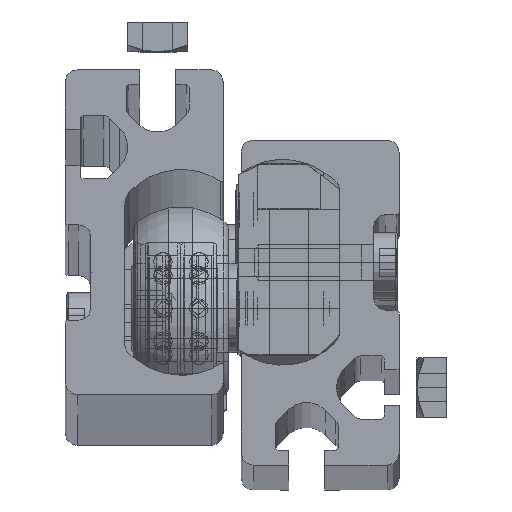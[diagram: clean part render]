
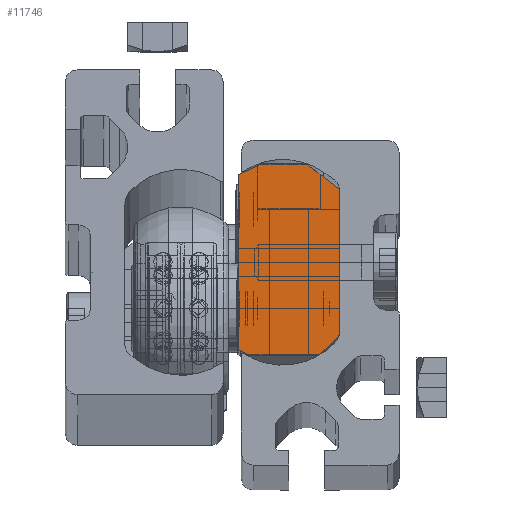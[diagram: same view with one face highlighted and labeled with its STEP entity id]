
A CAD part, top view. The second image highlights one B-rep face of the part: STEP entity #11746.
In plain terms, the highlighted face is planar.
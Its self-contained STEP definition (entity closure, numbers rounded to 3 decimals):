
#71 = PLANE ( 'NONE',  #10328 ) ;
#421 = EDGE_CURVE ( 'NONE', #1218, #6530, #18303, .T. ) ;
#649 = DIRECTION ( 'NONE',  ( 0., -0.423, -0.906 ) ) ;
#1218 = VERTEX_POINT ( 'NONE', #18252 ) ;
#1942 = DIRECTION ( 'NONE',  ( 0., -0.707, -0.707 ) ) ;
#2448 = ORIENTED_EDGE ( 'NONE', *, *, #16029, .T. ) ;
#2635 = LINE ( 'NONE', #13521, #6851 ) ;
#2880 = CARTESIAN_POINT ( 'NONE',  ( -19., 14.681, -8.5 ) ) ;
#3149 = VECTOR ( 'NONE', #3488, 1000. ) ;
#3164 = FACE_OUTER_BOUND ( 'NONE', #10539, .T. ) ;
#3264 = DIRECTION ( 'NONE',  ( -1., 0., 0. ) ) ;
#3488 = DIRECTION ( 'NONE',  ( 0., 1., 0. ) ) ;
#3849 = VERTEX_POINT ( 'NONE', #17496 ) ;
#3859 = DIRECTION ( 'NONE',  ( 0., -1., 0. ) ) ;
#4086 = VECTOR ( 'NONE', #1942, 1000. ) ;
#4276 = ORIENTED_EDGE ( 'NONE', *, *, #421, .F. ) ;
#4484 = VERTEX_POINT ( 'NONE', #13598 ) ;
#4596 = DIRECTION ( 'NONE',  ( 0., 0.616, -0.788 ) ) ;
#4902 = LINE ( 'NONE', #11057, #7112 ) ;
#4989 = CARTESIAN_POINT ( 'NONE',  ( -19., -15.5, 5.2 ) ) ;
#5026 = VECTOR ( 'NONE', #649, 1000. ) ;
#5338 = VERTEX_POINT ( 'NONE', #16027 ) ;
#5711 = DIRECTION ( 'NONE',  ( 0., 0., 1. ) ) ;
#6530 = VERTEX_POINT ( 'NONE', #19370 ) ;
#6851 = VECTOR ( 'NONE', #3859, 1000. ) ;
#6904 = DIRECTION ( 'NONE',  ( 0., -0.423, 0.906 ) ) ;
#6926 = CARTESIAN_POINT ( 'NONE',  ( -19., -15.5, 5.2 ) ) ;
#7112 = VECTOR ( 'NONE', #4596, 1000. ) ;
#7379 = VERTEX_POINT ( 'NONE', #4989 ) ;
#7431 = ORIENTED_EDGE ( 'NONE', *, *, #8692, .F. ) ;
#7482 = EDGE_CURVE ( 'NONE', #1218, #16665, #13507, .T. ) ;
#7976 = ORIENTED_EDGE ( 'NONE', *, *, #18449, .T. ) ;
#8692 = EDGE_CURVE ( 'NONE', #4484, #7379, #19401, .T. ) ;
#9594 = ORIENTED_EDGE ( 'NONE', *, *, #7482, .T. ) ;
#10299 = CARTESIAN_POINT ( 'NONE',  ( -19., 16.5, -4.6 ) ) ;
#10328 = AXIS2_PLACEMENT_3D ( 'NONE', #19081, #3264, #14390 ) ;
#10539 = EDGE_LOOP ( 'NONE', ( #2448, #4276, #9594, #19330, #7976, #19918, #7431, #13472 ) ) ;
#10813 = CARTESIAN_POINT ( 'NONE',  ( -19., -15.5, -6.7 ) ) ;
#11057 = CARTESIAN_POINT ( 'NONE',  ( -19., 12.203, 8.5 ) ) ;
#11086 = LINE ( 'NONE', #17621, #3149 ) ;
#11184 = VECTOR ( 'NONE', #6904, 1000. ) ;
#11606 = LINE ( 'NONE', #17923, #11184 ) ;
#11746 = ADVANCED_FACE ( 'NONE', ( #3164 ), #71, .T. ) ;
#12271 = CARTESIAN_POINT ( 'NONE',  ( -19., 16.5, -4.6 ) ) ;
#13263 = DIRECTION ( 'NONE',  ( 0., 0., -1. ) ) ;
#13432 = VECTOR ( 'NONE', #13263, 1000. ) ;
#13472 = ORIENTED_EDGE ( 'NONE', *, *, #16784, .T. ) ;
#13507 = LINE ( 'NONE', #10299, #5026 ) ;
#13521 = CARTESIAN_POINT ( 'NONE',  ( -19., 14.681, -8.5 ) ) ;
#13598 = CARTESIAN_POINT ( 'NONE',  ( -19., -12.2, 8.5 ) ) ;
#14390 = DIRECTION ( 'NONE',  ( 0., 0., 1. ) ) ;
#16027 = CARTESIAN_POINT ( 'NONE',  ( -19., 12.203, 8.5 ) ) ;
#16029 = EDGE_CURVE ( 'NONE', #5338, #6530, #4902, .T. ) ;
#16390 = LINE ( 'NONE', #6926, #13432 ) ;
#16538 = EDGE_CURVE ( 'NONE', #7379, #20446, #16390, .T. ) ;
#16665 = VERTEX_POINT ( 'NONE', #2880 ) ;
#16784 = EDGE_CURVE ( 'NONE', #4484, #5338, #11086, .T. ) ;
#17496 = CARTESIAN_POINT ( 'NONE',  ( -19., -14.661, -8.5 ) ) ;
#17621 = CARTESIAN_POINT ( 'NONE',  ( -19., -12.2, 8.5 ) ) ;
#17911 = CARTESIAN_POINT ( 'NONE',  ( -19., -12.2, 8.5 ) ) ;
#17923 = CARTESIAN_POINT ( 'NONE',  ( -19., -14.661, -8.5 ) ) ;
#18252 = CARTESIAN_POINT ( 'NONE',  ( -19., 16.5, -4.6 ) ) ;
#18303 = LINE ( 'NONE', #12271, #19022 ) ;
#18449 = EDGE_CURVE ( 'NONE', #3849, #20446, #11606, .T. ) ;
#18831 = EDGE_CURVE ( 'NONE', #16665, #3849, #2635, .T. ) ;
#19022 = VECTOR ( 'NONE', #5711, 1000. ) ;
#19081 = CARTESIAN_POINT ( 'NONE',  ( -19., 1.5, 22.2 ) ) ;
#19330 = ORIENTED_EDGE ( 'NONE', *, *, #18831, .T. ) ;
#19370 = CARTESIAN_POINT ( 'NONE',  ( -19., 16.5, 3. ) ) ;
#19401 = LINE ( 'NONE', #17911, #4086 ) ;
#19918 = ORIENTED_EDGE ( 'NONE', *, *, #16538, .F. ) ;
#20446 = VERTEX_POINT ( 'NONE', #10813 ) ;
